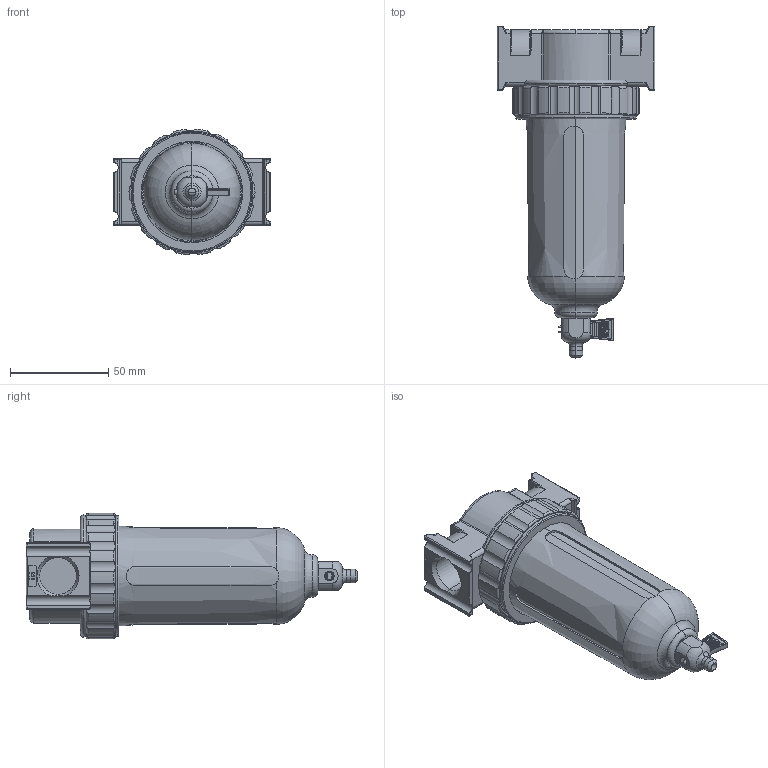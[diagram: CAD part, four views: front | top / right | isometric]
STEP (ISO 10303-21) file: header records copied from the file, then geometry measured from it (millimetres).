
FILE_DESCRIPTION (( 'STEP AP214' ), '1' );
FILE_NAME ('F89.STEP', '2021-11-16T00:14:26', ( 'User' ), ( '' ), 'SwSTEP 2.0', 'SolidWorks 2014', '' );
FILE_SCHEMA (( 'AUTOMOTIVE_DESIGN' ));
Length unit declared in the file: millimetre
Products named in the file (13): F8003; F8004; F8001; F8002; F5012; F5010; F89
Assembly tree (6 placements, depth 2):
  F8003
  F8004
  F8001
  F8002
  F5012
Bounding box: 80 x 168.56 x 63.9 mm (x, y, z)
Volume: 142089.5 mm3; surface area: 95500.6 mm2
Topology: 6 solids, 6 shells, 737 faces, 1874 edges, 1154 vertices
Faces by surface type: plane 296, cylinder 246, torus 101, bspline 49, cone 33, sphere 12
Entity records: 26110 total; most frequent: CARTESIAN_POINT 8581, ORIENTED_EDGE 3684, DIRECTION 3440, EDGE_CURVE 1842, AXIS2_PLACEMENT_3D 1258, VERTEX_POINT 1154, VECTOR 924, LINE 924
